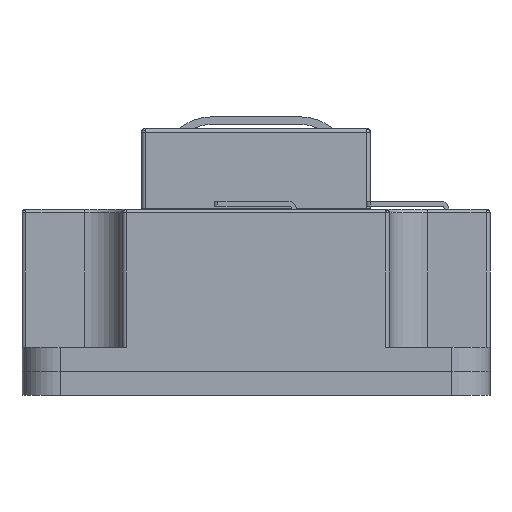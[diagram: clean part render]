
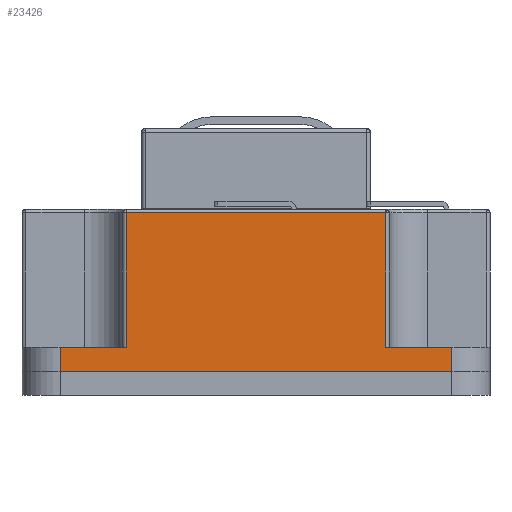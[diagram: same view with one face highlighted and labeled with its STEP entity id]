
A CAD part, left-side view. The second image highlights one B-rep face of the part: STEP entity #23426.
In plain terms, the highlighted planar face has unit normal (-1, 0, 0).
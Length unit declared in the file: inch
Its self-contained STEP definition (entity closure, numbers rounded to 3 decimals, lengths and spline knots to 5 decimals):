
#383 = CARTESIAN_POINT ( 'NONE',  ( -2.09449, -1.01181, 0.12402 ) ) ;
#479 = EDGE_CURVE ( 'NONE', #8423, #34550, #20636, .T. ) ;
#1230 = FACE_OUTER_BOUND ( 'NONE', #4004, .T. ) ;
#1453 = CARTESIAN_POINT ( 'NONE',  ( -2.09449, 1.20866, 0. ) ) ;
#1598 = VECTOR ( 'NONE', #33378, 39.37008 ) ;
#1915 = EDGE_CURVE ( 'NONE', #10238, #37385, #41615, .T. ) ;
#2344 = LINE ( 'NONE', #8228, #1598 ) ;
#2554 = ORIENTED_EDGE ( 'NONE', *, *, #23435, .T. ) ;
#3421 = DIRECTION ( 'NONE',  ( 0., 0., -1. ) ) ;
#3685 = ORIENTED_EDGE ( 'NONE', *, *, #479, .T. ) ;
#3790 = VERTEX_POINT ( 'NONE', #11313 ) ;
#3798 = DIRECTION ( 'NONE',  ( 0., 0., 1. ) ) ;
#3962 = EDGE_CURVE ( 'NONE', #37385, #8423, #13325, .T. ) ;
#4004 = EDGE_LOOP ( 'NONE', ( #34852, #18735, #40764, #3685, #2554, #7967, #13494, #10765 ) ) ;
#5675 = VERTEX_POINT ( 'NONE', #22941 ) ;
#6509 = VERTEX_POINT ( 'NONE', #383 ) ;
#7967 = ORIENTED_EDGE ( 'NONE', *, *, #8358, .T. ) ;
#8228 = CARTESIAN_POINT ( 'NONE',  ( -2.09449, 1.01181, 0. ) ) ;
#8358 = EDGE_CURVE ( 'NONE', #16390, #5675, #2344, .T. ) ;
#8423 = VERTEX_POINT ( 'NONE', #44716 ) ;
#8892 = LINE ( 'NONE', #44028, #29639 ) ;
#9600 = VECTOR ( 'NONE', #3421, 39.37008 ) ;
#10238 = VERTEX_POINT ( 'NONE', #25744 ) ;
#10354 = EDGE_CURVE ( 'NONE', #3790, #10238, #28935, .T. ) ;
#10765 = ORIENTED_EDGE ( 'NONE', *, *, #38799, .F. ) ;
#11031 = CARTESIAN_POINT ( 'NONE',  ( -2.09449, 1.20866, 0.24803 ) ) ;
#11313 = CARTESIAN_POINT ( 'NONE',  ( -2.09449, -1.01181, 0.24803 ) ) ;
#11674 = VECTOR ( 'NONE', #26557, 39.37008 ) ;
#13325 = LINE ( 'NONE', #13789, #31599 ) ;
#13494 = ORIENTED_EDGE ( 'NONE', *, *, #36760, .T. ) ;
#13789 = CARTESIAN_POINT ( 'NONE',  ( -2.09449, 1.20866, 0.94094 ) ) ;
#14182 = VECTOR ( 'NONE', #3798, 39.37008 ) ;
#16390 = VERTEX_POINT ( 'NONE', #44718 ) ;
#18735 = ORIENTED_EDGE ( 'NONE', *, *, #1915, .T. ) ;
#18983 = VECTOR ( 'NONE', #44174, 39.37008 ) ;
#20636 = LINE ( 'NONE', #31267, #9600 ) ;
#22941 = CARTESIAN_POINT ( 'NONE',  ( -2.09449, 1.01181, 0.12402 ) ) ;
#23426 = ADVANCED_FACE ( 'NONE', ( #1230 ), #32073, .T. ) ;
#23435 = EDGE_CURVE ( 'NONE', #34550, #16390, #33768, .T. ) ;
#25528 = VECTOR ( 'NONE', #39508, 39.37008 ) ;
#25744 = CARTESIAN_POINT ( 'NONE',  ( -2.09449, -0.66929, 0.24803 ) ) ;
#26373 = DIRECTION ( 'NONE',  ( 0., -1., 0. ) ) ;
#26557 = DIRECTION ( 'NONE',  ( 0., 1., 0. ) ) ;
#27590 = AXIS2_PLACEMENT_3D ( 'NONE', #1453, #36128, #42468 ) ;
#27600 = DIRECTION ( 'NONE',  ( 0., 1., 0. ) ) ;
#27873 = LINE ( 'NONE', #30325, #18983 ) ;
#28466 = CARTESIAN_POINT ( 'NONE',  ( -2.09449, -0.66929, 0.94094 ) ) ;
#28935 = LINE ( 'NONE', #11031, #25528 ) ;
#29639 = VECTOR ( 'NONE', #26373, 39.37008 ) ;
#30325 = CARTESIAN_POINT ( 'NONE',  ( -2.09449, -1.01181, 0. ) ) ;
#31267 = CARTESIAN_POINT ( 'NONE',  ( -2.09449, 0.66929, 0. ) ) ;
#31599 = VECTOR ( 'NONE', #27600, 39.37008 ) ;
#31886 = CARTESIAN_POINT ( 'NONE',  ( -2.09449, -0.66929, 0. ) ) ;
#32073 = PLANE ( 'NONE',  #27590 ) ;
#33378 = DIRECTION ( 'NONE',  ( 0., 0., -1. ) ) ;
#33768 = LINE ( 'NONE', #43758, #11674 ) ;
#34550 = VERTEX_POINT ( 'NONE', #36860 ) ;
#34852 = ORIENTED_EDGE ( 'NONE', *, *, #10354, .T. ) ;
#36128 = DIRECTION ( 'NONE',  ( -1., 0., 0. ) ) ;
#36760 = EDGE_CURVE ( 'NONE', #5675, #6509, #8892, .T. ) ;
#36860 = CARTESIAN_POINT ( 'NONE',  ( -2.09449, 0.66929, 0.24803 ) ) ;
#37385 = VERTEX_POINT ( 'NONE', #28466 ) ;
#38799 = EDGE_CURVE ( 'NONE', #3790, #6509, #27873, .T. ) ;
#39508 = DIRECTION ( 'NONE',  ( 0., 1., 0. ) ) ;
#40764 = ORIENTED_EDGE ( 'NONE', *, *, #3962, .T. ) ;
#41615 = LINE ( 'NONE', #31886, #14182 ) ;
#42468 = DIRECTION ( 'NONE',  ( 0., 0., 1. ) ) ;
#43758 = CARTESIAN_POINT ( 'NONE',  ( -2.09449, 1.20866, 0.24803 ) ) ;
#44028 = CARTESIAN_POINT ( 'NONE',  ( -2.09449, 0., 0.12402 ) ) ;
#44174 = DIRECTION ( 'NONE',  ( 0., 0., -1. ) ) ;
#44716 = CARTESIAN_POINT ( 'NONE',  ( -2.09449, 0.66929, 0.94094 ) ) ;
#44718 = CARTESIAN_POINT ( 'NONE',  ( -2.09449, 1.01181, 0.24803 ) ) ;
